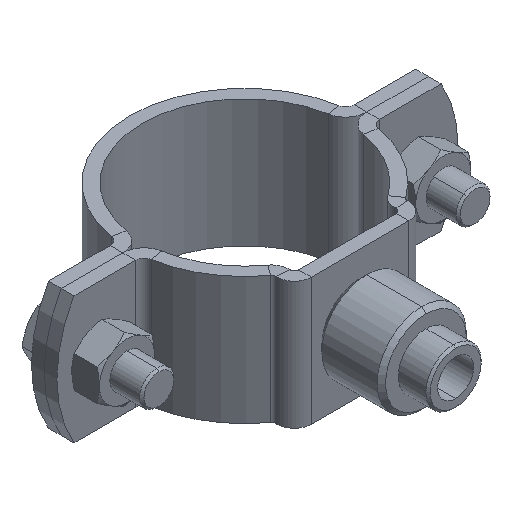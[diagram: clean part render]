
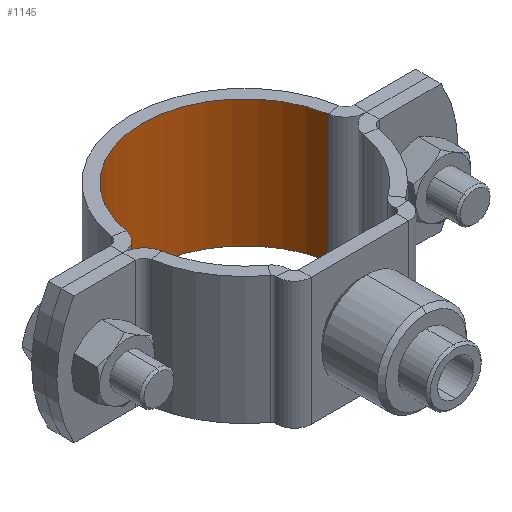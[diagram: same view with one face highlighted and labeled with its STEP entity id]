
A CAD part, isometric view. The second image highlights one B-rep face of the part: STEP entity #1145.
In plain terms, the highlighted cylindrical face has radius 24.15 mm (diameter 48.3 mm), a partial arc.
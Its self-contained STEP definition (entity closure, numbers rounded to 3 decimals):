
#10 = VERTEX_POINT ( 'NONE', #2381 ) ;
#99 = LINE ( 'NONE', #1229, #593 ) ;
#416 = CARTESIAN_POINT ( 'NONE',  ( 23.792, 4.142, -15. ) ) ;
#528 = DIRECTION ( 'NONE',  ( 0., 0., -1. ) ) ;
#593 = VECTOR ( 'NONE', #528, 1000. ) ;
#598 = FACE_OUTER_BOUND ( 'NONE', #931, .T. ) ;
#692 = AXIS2_PLACEMENT_3D ( 'NONE', #4169, #2437, #3531 ) ;
#931 = EDGE_LOOP ( 'NONE', ( #4431, #2061, #2267, #2331 ) ) ;
#1145 = ADVANCED_FACE ( 'NONE', ( #598 ), #1370, .F. ) ;
#1149 = DIRECTION ( 'NONE',  ( 0., 0., -1. ) ) ;
#1229 = CARTESIAN_POINT ( 'NONE',  ( 23.792, 4.142, 15. ) ) ;
#1319 = EDGE_CURVE ( 'NONE', #2832, #4156, #1436, .T. ) ;
#1324 = CARTESIAN_POINT ( 'NONE',  ( 0., 0., 15. ) ) ;
#1370 = CYLINDRICAL_SURFACE ( 'NONE', #2351, 24.15 ) ;
#1411 = DIRECTION ( 'NONE',  ( 0., 0., -1. ) ) ;
#1436 = LINE ( 'NONE', #4423, #2433 ) ;
#1531 = CIRCLE ( 'NONE', #692, 24.15 ) ;
#1898 = CARTESIAN_POINT ( 'NONE',  ( 0., 0., 15. ) ) ;
#1906 = CARTESIAN_POINT ( 'NONE',  ( -23.792, 4.142, -15. ) ) ;
#2046 = EDGE_CURVE ( 'NONE', #10, #2832, #2218, .T. ) ;
#2061 = ORIENTED_EDGE ( 'NONE', *, *, #3111, .F. ) ;
#2218 = CIRCLE ( 'NONE', #2974, 24.15 ) ;
#2267 = ORIENTED_EDGE ( 'NONE', *, *, #2046, .T. ) ;
#2331 = ORIENTED_EDGE ( 'NONE', *, *, #1319, .T. ) ;
#2351 = AXIS2_PLACEMENT_3D ( 'NONE', #1324, #1411, #3524 ) ;
#2381 = CARTESIAN_POINT ( 'NONE',  ( 23.792, 4.142, 15. ) ) ;
#2433 = VECTOR ( 'NONE', #1149, 1000. ) ;
#2437 = DIRECTION ( 'NONE',  ( 0., 0., 1. ) ) ;
#2442 = CARTESIAN_POINT ( 'NONE',  ( -23.792, 4.142, 15. ) ) ;
#2555 = DIRECTION ( 'NONE',  ( -1., 0., 0. ) ) ;
#2832 = VERTEX_POINT ( 'NONE', #2442 ) ;
#2974 = AXIS2_PLACEMENT_3D ( 'NONE', #1898, #3384, #2555 ) ;
#3111 = EDGE_CURVE ( 'NONE', #10, #3378, #99, .T. ) ;
#3378 = VERTEX_POINT ( 'NONE', #416 ) ;
#3384 = DIRECTION ( 'NONE',  ( 0., 0., 1. ) ) ;
#3524 = DIRECTION ( 'NONE',  ( 1., 0., 0. ) ) ;
#3531 = DIRECTION ( 'NONE',  ( -1., 0., 0. ) ) ;
#4156 = VERTEX_POINT ( 'NONE', #1906 ) ;
#4169 = CARTESIAN_POINT ( 'NONE',  ( 0., 0., -15. ) ) ;
#4289 = EDGE_CURVE ( 'NONE', #3378, #4156, #1531, .T. ) ;
#4423 = CARTESIAN_POINT ( 'NONE',  ( -23.792, 4.142, 15. ) ) ;
#4431 = ORIENTED_EDGE ( 'NONE', *, *, #4289, .F. ) ;
